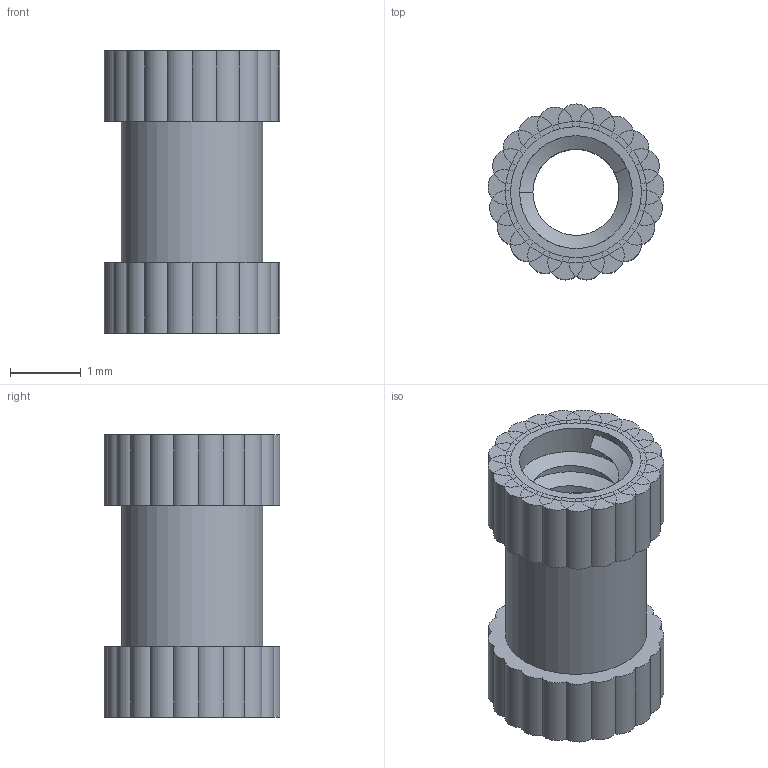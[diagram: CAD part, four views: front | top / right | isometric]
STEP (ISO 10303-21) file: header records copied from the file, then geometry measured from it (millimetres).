
FILE_DESCRIPTION(('FreeCAD Model'),'2;1');
FILE_NAME('Open CASCADE Shape Model','2024-01-02T11:44:44',('FreeCAD'),( 'FreeCAD'),'Open CASCADE STEP processor 7.6','FreeCAD','Unknown');
FILE_SCHEMA(('AUTOMOTIVE_DESIGN { 1 0 10303 214 1 1 1 1 }'));
Length unit declared in the file: millimetre
Products named in the file (1): Open CASCADE STEP translator 7.6 1
Bounding box: 2.49 x 2.49 x 4 mm (x, y, z)
Volume: 8.8 mm3; surface area: 66.9 mm2
Topology: 1 solids, 1 shells, 251 faces, 563 edges, 316 vertices
Faces by surface type: plane 174, cylinder 55, bspline 22
Full cylindrical faces by diameter (mm): 1.6 x11, 2 x1
Entity records: 10564 total; most frequent: CARTESIAN_POINT 4881, DIRECTION 1373, ORIENTED_EDGE 1126, AXIS2_PLACEMENT_3D 657, EDGE_CURVE 563, CIRCLE 427, VERTEX_POINT 316, FACE_BOUND 255
